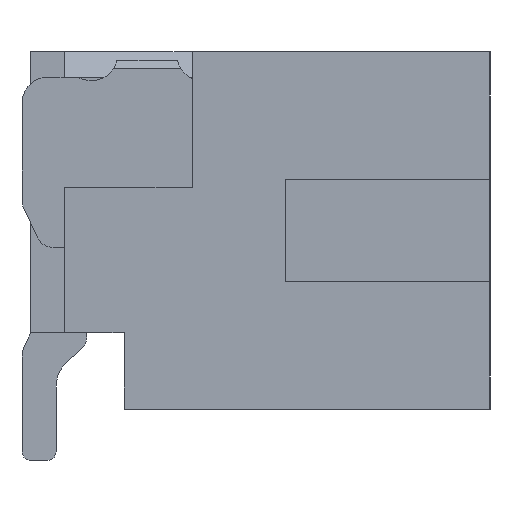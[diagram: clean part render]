
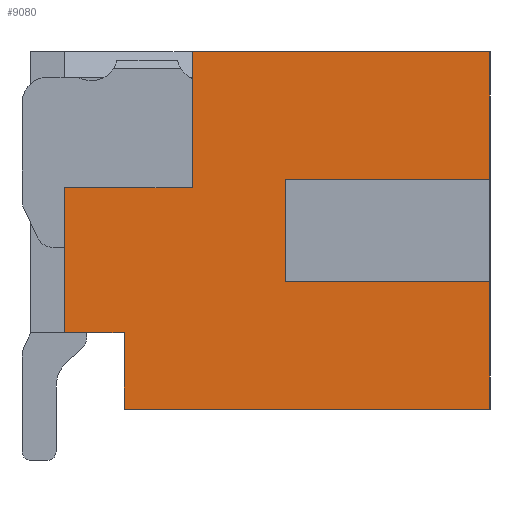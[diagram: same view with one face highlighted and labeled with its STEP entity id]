
A CAD part, left-side view. The second image highlights one B-rep face of the part: STEP entity #9080.
In plain terms, the highlighted planar face has unit normal (-1, 0, 0).
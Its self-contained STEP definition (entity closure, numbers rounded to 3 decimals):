
#984=DIRECTION('',(0.,1.,0.));
#985=VECTOR('',#984,0.35);
#986=CARTESIAN_POINT('',(-2.7,-0.55,0.45));
#987=LINE('7953',#986,#985);
#988=DIRECTION('',(0.,0.,1.));
#989=VECTOR('',#988,0.85);
#990=CARTESIAN_POINT('',(-2.7,-0.2,0.45));
#991=LINE('8045',#990,#989);
#992=DIRECTION('',(0.,-1.,0.));
#993=VECTOR('',#992,1.75);
#994=CARTESIAN_POINT('',(-2.7,-0.95,2.1));
#995=LINE('7987',#994,#993);
#996=DIRECTION('',(0.,0.,1.));
#997=VECTOR('',#996,0.45);
#998=CARTESIAN_POINT('',(-2.7,-0.55,0.));
#999=LINE('8060',#998,#997);
#1674=DIRECTION('',(0.,0.,-1.));
#1675=VECTOR('',#1674,0.75);
#1676=CARTESIAN_POINT('',(-2.7,-2.7,2.1));
#1677=LINE('8064',#1676,#1675);
#1690=DIRECTION('',(0.,0.,-1.));
#1691=VECTOR('',#1690,0.75);
#1692=CARTESIAN_POINT('',(-2.7,-2.7,0.75));
#1693=LINE('8068',#1692,#1691);
#1698=DIRECTION('',(0.,-1.,0.));
#1699=VECTOR('',#1698,1.2);
#1700=CARTESIAN_POINT('',(-2.7,-1.5,0.75));
#1701=LINE('8067',#1700,#1699);
#1702=DIRECTION('',(0.,0.,1.));
#1703=VECTOR('',#1702,0.6);
#1704=CARTESIAN_POINT('',(-2.7,-1.5,0.75));
#1705=LINE('8066',#1704,#1703);
#1718=DIRECTION('',(0.,1.,0.));
#1719=VECTOR('',#1718,1.2);
#1720=CARTESIAN_POINT('',(-2.7,-2.7,1.35));
#1721=LINE('8065',#1720,#1719);
#1786=DIRECTION('',(0.,-1.,0.));
#1787=VECTOR('',#1786,2.15);
#1788=CARTESIAN_POINT('',(-2.7,-0.55,0.));
#1789=LINE('8069',#1788,#1787);
#4097=DIRECTION('',(0.,0.,1.));
#4098=VECTOR('',#4097,0.8);
#4099=CARTESIAN_POINT('',(-2.7,-0.95,1.3));
#4100=LINE('8063',#4099,#4098);
#4101=DIRECTION('',(0.,-1.,0.));
#4102=VECTOR('',#4101,0.75);
#4103=CARTESIAN_POINT('',(-2.7,-0.2,1.3));
#4104=LINE('8062',#4103,#4102);
#6179=CARTESIAN_POINT('',(-2.7,-0.55,0.45));
#6180=VERTEX_POINT('',#6179);
#6181=CARTESIAN_POINT('',(-2.7,-0.2,0.45));
#6182=VERTEX_POINT('',#6181);
#6219=CARTESIAN_POINT('',(-2.7,-2.7,2.1));
#6220=VERTEX_POINT('',#6219);
#6221=CARTESIAN_POINT('',(-2.7,-0.95,2.1));
#6222=VERTEX_POINT('',#6221);
#6315=CARTESIAN_POINT('',(-2.7,-0.2,1.3));
#6316=VERTEX_POINT('',#6315);
#6341=CARTESIAN_POINT('',(-2.7,-0.55,0.));
#6342=VERTEX_POINT('',#6341);
#6343=CARTESIAN_POINT('',(-2.7,-0.95,1.3));
#6344=VERTEX_POINT('',#6343);
#6345=CARTESIAN_POINT('',(-2.7,-2.7,1.35));
#6346=VERTEX_POINT('',#6345);
#6347=CARTESIAN_POINT('',(-2.7,-1.5,1.35));
#6348=VERTEX_POINT('',#6347);
#6349=CARTESIAN_POINT('',(-2.7,-1.5,0.75));
#6350=VERTEX_POINT('',#6349);
#6351=CARTESIAN_POINT('',(-2.7,-2.7,0.75));
#6352=VERTEX_POINT('',#6351);
#6353=CARTESIAN_POINT('',(-2.7,-2.7,0.));
#6354=VERTEX_POINT('',#6353);
#9051=CARTESIAN_POINT('',(-2.7,-1.45,1.05));
#9052=DIRECTION('',(1.,0.,0.));
#9053=DIRECTION('',(0.,0.,1.));
#9054=AXIS2_PLACEMENT_3D('',#9051,#9052,#9053);
#9055=PLANE('7079',#9054);
#9056=ORIENTED_EDGE('7953',*,*,#7859,.T.);
#9058=ORIENTED_EDGE('8045',*,*,#9057,.T.);
#9060=ORIENTED_EDGE('8062',*,*,#9059,.T.);
#9062=ORIENTED_EDGE('8063',*,*,#9061,.T.);
#9064=ORIENTED_EDGE('7987',*,*,#9063,.T.);
#9066=ORIENTED_EDGE('8064',*,*,#9065,.T.);
#9068=ORIENTED_EDGE('8065',*,*,#9067,.T.);
#9070=ORIENTED_EDGE('8066',*,*,#9069,.F.);
#9072=ORIENTED_EDGE('8067',*,*,#9071,.T.);
#9074=ORIENTED_EDGE('8068',*,*,#9073,.T.);
#9076=ORIENTED_EDGE('8069',*,*,#9075,.F.);
#9077=ORIENTED_EDGE('8060',*,*,#9042,.T.);
#9078=EDGE_LOOP('7079',(#9056,#9058,#9060,#9062,#9064,#9066,#9068,#9070,#9072,
#9074,#9076,#9077));
#9079=FACE_OUTER_BOUND('7079',#9078,.F.);
#9080=ADVANCED_FACE('7079',(#9079),#9055,.F.);
#7859=EDGE_CURVE('7953',#6180,#6182,#987,.T.);
#9042=EDGE_CURVE('8060',#6342,#6180,#999,.T.);
#9057=EDGE_CURVE('8045',#6182,#6316,#991,.T.);
#9059=EDGE_CURVE('8062',#6316,#6344,#4104,.T.);
#9061=EDGE_CURVE('8063',#6344,#6222,#4100,.T.);
#9063=EDGE_CURVE('7987',#6222,#6220,#995,.T.);
#9065=EDGE_CURVE('8064',#6220,#6346,#1677,.T.);
#9067=EDGE_CURVE('8065',#6346,#6348,#1721,.T.);
#9069=EDGE_CURVE('8066',#6350,#6348,#1705,.T.);
#9071=EDGE_CURVE('8067',#6350,#6352,#1701,.T.);
#9073=EDGE_CURVE('8068',#6352,#6354,#1693,.T.);
#9075=EDGE_CURVE('8069',#6342,#6354,#1789,.T.);
